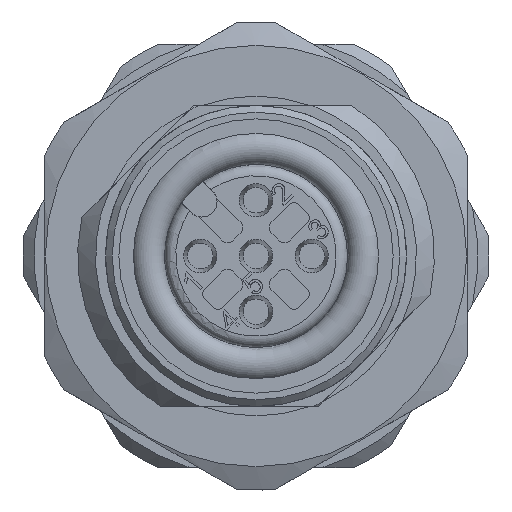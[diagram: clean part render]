
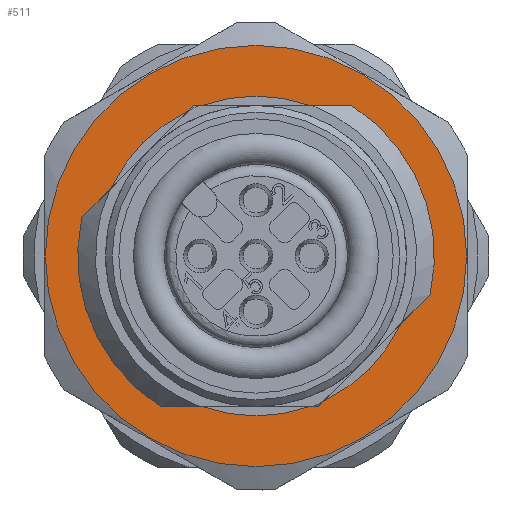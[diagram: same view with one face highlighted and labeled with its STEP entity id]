
A CAD part, front view. The second image highlights one B-rep face of the part: STEP entity #511.
In plain terms, the highlighted planar face has unit normal (0, -1, 0).
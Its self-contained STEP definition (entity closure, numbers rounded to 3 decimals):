
#276=FACE_BOUND('',#1033,.T.);
#277=FACE_BOUND('',#1034,.T.);
#388=PLANE('',#4487);
#511=ADVANCED_FACE('',(#276,#277),#388,.T.);
#1033=EDGE_LOOP('',(#2093));
#1034=EDGE_LOOP('',(#2094,#2095,#2096,#2097,#2098,#2099,#2100,#2101,#2102,
#2103,#2104,#2105,#2106,#2107));
#1338=LINE('',#6131,#1645);
#1340=LINE('',#6134,#1647);
#1346=LINE('',#6150,#1653);
#1347=LINE('',#6151,#1654);
#1353=LINE('',#6167,#1660);
#1355=LINE('',#6170,#1662);
#1360=LINE('',#6184,#1667);
#1361=LINE('',#6185,#1668);
#1645=VECTOR('',#4949,1.);
#1647=VECTOR('',#4951,1.);
#1653=VECTOR('',#4959,1.);
#1654=VECTOR('',#4960,1.);
#1660=VECTOR('',#4968,1.);
#1662=VECTOR('',#4970,1.);
#1667=VECTOR('',#4977,1.);
#1668=VECTOR('',#4978,1.);
#2093=ORIENTED_EDGE('',*,*,#3712,.F.);
#2094=ORIENTED_EDGE('',*,*,#3685,.F.);
#2095=ORIENTED_EDGE('',*,*,#3692,.F.);
#2096=ORIENTED_EDGE('',*,*,#3713,.F.);
#2097=ORIENTED_EDGE('',*,*,#3693,.F.);
#2098=ORIENTED_EDGE('',*,*,#3668,.F.);
#2099=ORIENTED_EDGE('',*,*,#3708,.T.);
#2100=ORIENTED_EDGE('',*,*,#3714,.F.);
#2101=ORIENTED_EDGE('',*,*,#3709,.T.);
#2102=ORIENTED_EDGE('',*,*,#3700,.T.);
#2103=ORIENTED_EDGE('',*,*,#3715,.F.);
#2104=ORIENTED_EDGE('',*,*,#3702,.T.);
#2105=ORIENTED_EDGE('',*,*,#3645,.F.);
#2106=ORIENTED_EDGE('',*,*,#3683,.F.);
#2107=ORIENTED_EDGE('',*,*,#3716,.F.);
#3216=VERTEX_POINT('',#6023);
#3218=VERTEX_POINT('',#6026);
#3233=VERTEX_POINT('',#6088);
#3234=VERTEX_POINT('',#6090);
#3243=VERTEX_POINT('',#6130);
#3244=VERTEX_POINT('',#6133);
#3245=VERTEX_POINT('',#6135);
#3249=VERTEX_POINT('',#6149);
#3250=VERTEX_POINT('',#6152);
#3254=VERTEX_POINT('',#6166);
#3255=VERTEX_POINT('',#6168);
#3256=VERTEX_POINT('',#6171);
#3259=VERTEX_POINT('',#6183);
#3260=VERTEX_POINT('',#6186);
#3262=VERTEX_POINT('',#6192);
#3645=EDGE_CURVE('',#3216,#3218,#4255,.T.);
#3668=EDGE_CURVE('',#3233,#3234,#4264,.T.);
#3683=EDGE_CURVE('',#3243,#3216,#1338,.T.);
#3685=EDGE_CURVE('',#3244,#3245,#1340,.T.);
#3692=EDGE_CURVE('',#3249,#3244,#1346,.T.);
#3693=EDGE_CURVE('',#3234,#3250,#1347,.T.);
#3700=EDGE_CURVE('',#3255,#3254,#1353,.T.);
#3702=EDGE_CURVE('',#3256,#3218,#1355,.T.);
#3708=EDGE_CURVE('',#3233,#3259,#1360,.T.);
#3709=EDGE_CURVE('',#3260,#3255,#1361,.T.);
#3712=EDGE_CURVE('',#3262,#3262,#4271,.T.);
#3713=EDGE_CURVE('',#3250,#3249,#4272,.T.);
#3714=EDGE_CURVE('',#3260,#3259,#4273,.T.);
#3715=EDGE_CURVE('',#3256,#3254,#4274,.T.);
#3716=EDGE_CURVE('',#3245,#3243,#4275,.T.);
#4255=CIRCLE('',#4447,8.);
#4264=CIRCLE('',#4463,8.);
#4271=CIRCLE('',#4482,9.45);
#4272=CIRCLE('',#4483,7.172);
#4273=CIRCLE('',#4484,7.172);
#4274=CIRCLE('',#4485,7.172);
#4275=CIRCLE('',#4486,7.172);
#4447=AXIS2_PLACEMENT_3D('',#6025,#4874,#4875);
#4463=AXIS2_PLACEMENT_3D('',#6089,#4914,#4915);
#4482=AXIS2_PLACEMENT_3D('',#6191,#4983,#4984);
#4483=AXIS2_PLACEMENT_3D('',#6193,#4985,#4986);
#4484=AXIS2_PLACEMENT_3D('',#6194,#4987,#4988);
#4485=AXIS2_PLACEMENT_3D('',#6195,#4989,#4990);
#4486=AXIS2_PLACEMENT_3D('',#6196,#4991,#4992);
#4487=AXIS2_PLACEMENT_3D('',#6197,#4993,#4994);
#4874=DIRECTION('',(0.,-1.,0.));
#4875=DIRECTION('',(0.,0.,1.));
#4914=DIRECTION('',(0.,-1.,0.));
#4915=DIRECTION('',(0.,0.,1.));
#4949=DIRECTION('',(-0.707,0.,-0.707));
#4951=DIRECTION('',(-0.707,0.,-0.707));
#4959=DIRECTION('',(-1.,0.,0.));
#4960=DIRECTION('',(-1.,0.,0.));
#4968=DIRECTION('',(-1.,0.,0.));
#4970=DIRECTION('',(-1.,0.,0.));
#4977=DIRECTION('',(-0.707,0.,-0.707));
#4978=DIRECTION('',(-0.707,0.,-0.707));
#4983=DIRECTION('',(0.,1.,0.));
#4984=DIRECTION('',(-1.,0.,0.));
#4985=DIRECTION('',(0.,-1.,0.));
#4986=DIRECTION('',(1.,0.,0.));
#4987=DIRECTION('',(0.,-1.,0.));
#4988=DIRECTION('',(1.,0.,0.));
#4989=DIRECTION('',(0.,-1.,0.));
#4990=DIRECTION('',(1.,0.,0.));
#4991=DIRECTION('',(0.,-1.,0.));
#4992=DIRECTION('',(1.,0.,0.));
#4993=DIRECTION('',(0.,-1.,0.));
#4994=DIRECTION('',(1.,0.,0.));
#6023=CARTESIAN_POINT('',(3.976,-2.285,1.737));
#6025=CARTESIAN_POINT('',(11.785,-2.285,0.));
#6026=CARTESIAN_POINT('',(7.491,-2.285,-6.75));
#6088=CARTESIAN_POINT('',(19.595,-2.285,-1.737));
#6089=CARTESIAN_POINT('',(11.785,-2.285,0.));
#6090=CARTESIAN_POINT('',(16.079,-2.285,6.75));
#6130=CARTESIAN_POINT('',(5.298,-2.285,3.059));
#6131=CARTESIAN_POINT('',(2.951,-2.285,0.711));
#6133=CARTESIAN_POINT('',(8.989,-2.285,6.75));
#6134=CARTESIAN_POINT('',(2.951,-2.285,0.711));
#6135=CARTESIAN_POINT('',(8.726,-2.285,6.487));
#6149=CARTESIAN_POINT('',(9.361,-2.285,6.75));
#6150=CARTESIAN_POINT('',(8.989,-2.285,6.75));
#6151=CARTESIAN_POINT('',(8.989,-2.285,6.75));
#6152=CARTESIAN_POINT('',(14.209,-2.285,6.75));
#6166=CARTESIAN_POINT('',(14.209,-2.285,-6.75));
#6167=CARTESIAN_POINT('',(6.041,-2.285,-6.75));
#6168=CARTESIAN_POINT('',(14.581,-2.285,-6.75));
#6170=CARTESIAN_POINT('',(6.041,-2.285,-6.75));
#6171=CARTESIAN_POINT('',(9.361,-2.285,-6.75));
#6183=CARTESIAN_POINT('',(18.272,-2.285,-3.059));
#6184=CARTESIAN_POINT('',(14.581,-2.285,-6.75));
#6185=CARTESIAN_POINT('',(14.581,-2.285,-6.75));
#6186=CARTESIAN_POINT('',(14.844,-2.285,-6.487));
#6191=CARTESIAN_POINT('',(11.785,-2.285,0.));
#6192=CARTESIAN_POINT('',(2.335,-2.285,0.));
#6193=CARTESIAN_POINT('',(11.785,-2.285,0.));
#6194=CARTESIAN_POINT('',(11.785,-2.285,0.));
#6195=CARTESIAN_POINT('',(11.785,-2.285,0.));
#6196=CARTESIAN_POINT('',(11.785,-2.285,0.));
#6197=CARTESIAN_POINT('',(11.785,-2.285,0.));
